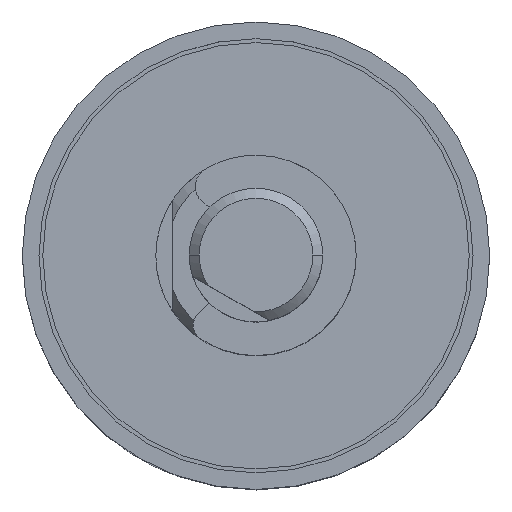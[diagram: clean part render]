
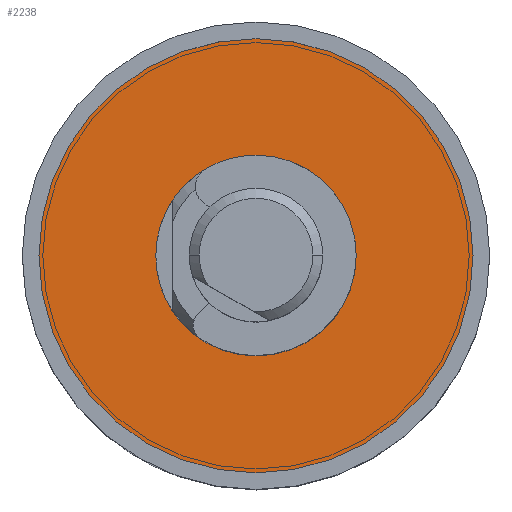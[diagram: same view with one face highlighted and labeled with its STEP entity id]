
A CAD part, top view. The second image highlights one B-rep face of the part: STEP entity #2238.
In plain terms, the highlighted planar face has unit normal (0, 0, 1).
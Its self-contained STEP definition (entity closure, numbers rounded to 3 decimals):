
#199 = DIRECTION ( 'NONE',  ( -1., 0., 0. ) ) ;
#240 = DIRECTION ( 'NONE',  ( 0., 0., 1. ) ) ;
#308 = AXIS2_PLACEMENT_3D ( 'NONE', #11245, #1703, #8665 ) ;
#1596 = CARTESIAN_POINT ( 'NONE',  ( 0., 0., 0.5 ) ) ;
#1703 = DIRECTION ( 'NONE',  ( 0., 0., 1. ) ) ;
#1792 = EDGE_LOOP ( 'NONE', ( #8260, #2683 ) ) ;
#1843 = VERTEX_POINT ( 'NONE', #10122 ) ;
#1942 = CARTESIAN_POINT ( 'NONE',  ( 3., 0., 0.5 ) ) ;
#2238 = ADVANCED_FACE ( 'NONE', ( #8932, #4580 ), #8935, .T. ) ;
#2419 = DIRECTION ( 'NONE',  ( 1., 0., 0. ) ) ;
#2683 = ORIENTED_EDGE ( 'NONE', *, *, #8223, .T. ) ;
#2852 = VERTEX_POINT ( 'NONE', #6805 ) ;
#2889 = AXIS2_PLACEMENT_3D ( 'NONE', #1942, #240, #3707 ) ;
#3638 = CARTESIAN_POINT ( 'NONE',  ( 0., 0., 0.5 ) ) ;
#3707 = DIRECTION ( 'NONE',  ( 1., 0., 0. ) ) ;
#3917 = DIRECTION ( 'NONE',  ( 0., 0., -1. ) ) ;
#4175 = AXIS2_PLACEMENT_3D ( 'NONE', #1596, #7672, #2419 ) ;
#4289 = EDGE_CURVE ( 'NONE', #2852, #9328, #5502, .T. ) ;
#4462 = CIRCLE ( 'NONE', #4175, 6.5 ) ;
#4580 = FACE_OUTER_BOUND ( 'NONE', #6115, .T. ) ;
#5502 = CIRCLE ( 'NONE', #308, 6.5 ) ;
#5635 = DIRECTION ( 'NONE',  ( -1., 0., 0. ) ) ;
#5831 = CIRCLE ( 'NONE', #10160, 3. ) ;
#6115 = EDGE_LOOP ( 'NONE', ( #11145, #8592 ) ) ;
#6805 = CARTESIAN_POINT ( 'NONE',  ( -6.5, 0., 0.5 ) ) ;
#7186 = DIRECTION ( 'NONE',  ( 0., 0., -1. ) ) ;
#7672 = DIRECTION ( 'NONE',  ( 0., 0., 1. ) ) ;
#8223 = EDGE_CURVE ( 'NONE', #1843, #9012, #5831, .T. ) ;
#8260 = ORIENTED_EDGE ( 'NONE', *, *, #9699, .T. ) ;
#8592 = ORIENTED_EDGE ( 'NONE', *, *, #4289, .T. ) ;
#8628 = EDGE_CURVE ( 'NONE', #9328, #2852, #4462, .T. ) ;
#8665 = DIRECTION ( 'NONE',  ( 1., 0., 0. ) ) ;
#8932 = FACE_BOUND ( 'NONE', #1792, .T. ) ;
#8935 = PLANE ( 'NONE',  #2889 ) ;
#9012 = VERTEX_POINT ( 'NONE', #9555 ) ;
#9144 = CARTESIAN_POINT ( 'NONE',  ( 0., 0., 0.5 ) ) ;
#9328 = VERTEX_POINT ( 'NONE', #11173 ) ;
#9555 = CARTESIAN_POINT ( 'NONE',  ( -3., 0., 0.5 ) ) ;
#9699 = EDGE_CURVE ( 'NONE', #9012, #1843, #10179, .T. ) ;
#10122 = CARTESIAN_POINT ( 'NONE',  ( 3., 0., 0.5 ) ) ;
#10160 = AXIS2_PLACEMENT_3D ( 'NONE', #3638, #7186, #199 ) ;
#10179 = CIRCLE ( 'NONE', #10400, 3. ) ;
#10400 = AXIS2_PLACEMENT_3D ( 'NONE', #9144, #3917, #5635 ) ;
#11145 = ORIENTED_EDGE ( 'NONE', *, *, #8628, .T. ) ;
#11173 = CARTESIAN_POINT ( 'NONE',  ( 6.5, 0., 0.5 ) ) ;
#11245 = CARTESIAN_POINT ( 'NONE',  ( 0., 0., 0.5 ) ) ;
